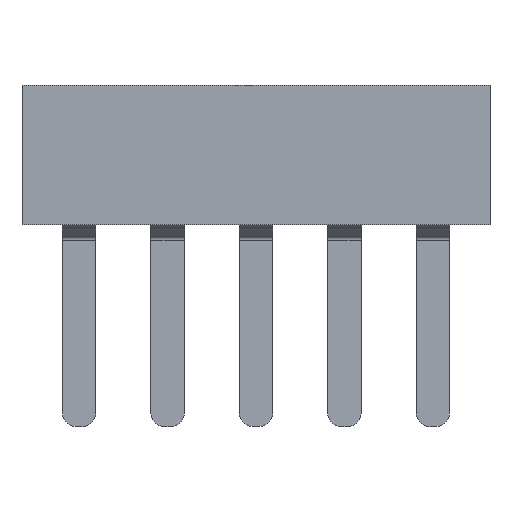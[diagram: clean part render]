
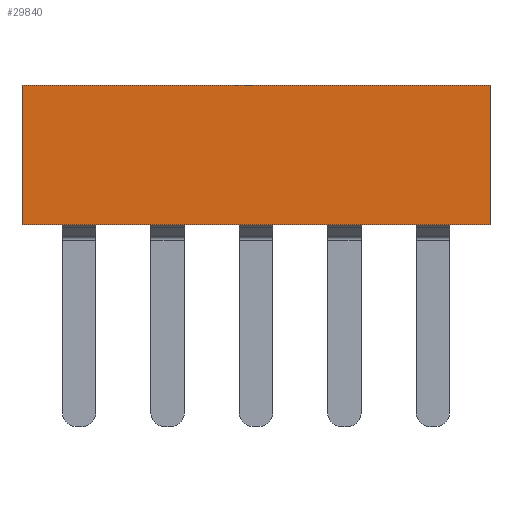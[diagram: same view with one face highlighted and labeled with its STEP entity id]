
A CAD part, left-side view. The second image highlights one B-rep face of the part: STEP entity #29840.
In plain terms, the highlighted face is planar.
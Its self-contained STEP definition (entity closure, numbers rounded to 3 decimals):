
#29577 = EDGE_CURVE('',#29578,#29580,#29582,.T.);
#29578 = VERTEX_POINT('',#29579);
#29579 = CARTESIAN_POINT('',(1.1,-0.82,0.));
#29580 = VERTEX_POINT('',#29581);
#29581 = CARTESIAN_POINT('',(1.1,-0.82,2.));
#29582 = SURFACE_CURVE('',#29583,(#29587,#29599),.PCURVE_S1.);
#29583 = LINE('',#29584,#29585);
#29584 = CARTESIAN_POINT('',(1.1,-0.82,0.));
#29585 = VECTOR('',#29586,1.);
#29586 = DIRECTION('',(0.,0.,1.));
#29587 = PCURVE('',#29588,#29593);
#29588 = PLANE('',#29589);
#29589 = AXIS2_PLACEMENT_3D('',#29590,#29591,#29592);
#29590 = CARTESIAN_POINT('',(1.1,-0.82,0.));
#29591 = DIRECTION('',(0.,-1.,0.));
#29592 = DIRECTION('',(-1.,0.,0.));
#29593 = DEFINITIONAL_REPRESENTATION('',(#29594),#29598);
#29594 = LINE('',#29595,#29596);
#29595 = CARTESIAN_POINT('',(0.,0.));
#29596 = VECTOR('',#29597,1.);
#29597 = DIRECTION('',(0.,-1.));
#29598 = ( GEOMETRIC_REPRESENTATION_CONTEXT(2) 
PARAMETRIC_REPRESENTATION_CONTEXT() REPRESENTATION_CONTEXT('2D SPACE',''
  ) );
#29599 = PCURVE('',#29600,#29605);
#29600 = PLANE('',#29601);
#29601 = AXIS2_PLACEMENT_3D('',#29602,#29603,#29604);
#29602 = CARTESIAN_POINT('',(1.1,5.9,0.));
#29603 = DIRECTION('',(1.,0.,0.));
#29604 = DIRECTION('',(0.,0.,1.));
#29605 = DEFINITIONAL_REPRESENTATION('',(#29606),#29610);
#29606 = LINE('',#29607,#29608);
#29607 = CARTESIAN_POINT('',(0.,6.72));
#29608 = VECTOR('',#29609,1.);
#29609 = DIRECTION('',(1.,0.));
#29610 = ( GEOMETRIC_REPRESENTATION_CONTEXT(2) 
PARAMETRIC_REPRESENTATION_CONTEXT() REPRESENTATION_CONTEXT('2D SPACE',''
  ) );
#29628 = PLANE('',#29629);
#29629 = AXIS2_PLACEMENT_3D('',#29630,#29631,#29632);
#29630 = CARTESIAN_POINT('',(-1.1,5.9,2.));
#29631 = DIRECTION('',(0.,0.,1.));
#29632 = DIRECTION('',(1.,0.,0.));
#29682 = PLANE('',#29683);
#29683 = AXIS2_PLACEMENT_3D('',#29684,#29685,#29686);
#29684 = CARTESIAN_POINT('',(-1.1,5.9,0.));
#29685 = DIRECTION('',(0.,0.,1.));
#29686 = DIRECTION('',(1.,0.,0.));
#29758 = PLANE('',#29759);
#29759 = AXIS2_PLACEMENT_3D('',#29760,#29761,#29762);
#29760 = CARTESIAN_POINT('',(-1.1,5.9,0.));
#29761 = DIRECTION('',(0.,1.,0.));
#29762 = DIRECTION('',(1.,0.,0.));
#29775 = VERTEX_POINT('',#29776);
#29776 = CARTESIAN_POINT('',(1.1,5.9,2.));
#29797 = EDGE_CURVE('',#29798,#29775,#29800,.T.);
#29798 = VERTEX_POINT('',#29799);
#29799 = CARTESIAN_POINT('',(1.1,5.9,0.));
#29800 = SURFACE_CURVE('',#29801,(#29805,#29812),.PCURVE_S1.);
#29801 = LINE('',#29802,#29803);
#29802 = CARTESIAN_POINT('',(1.1,5.9,0.));
#29803 = VECTOR('',#29804,1.);
#29804 = DIRECTION('',(0.,0.,1.));
#29805 = PCURVE('',#29758,#29806);
#29806 = DEFINITIONAL_REPRESENTATION('',(#29807),#29811);
#29807 = LINE('',#29808,#29809);
#29808 = CARTESIAN_POINT('',(2.2,0.));
#29809 = VECTOR('',#29810,1.);
#29810 = DIRECTION('',(0.,-1.));
#29811 = ( GEOMETRIC_REPRESENTATION_CONTEXT(2) 
PARAMETRIC_REPRESENTATION_CONTEXT() REPRESENTATION_CONTEXT('2D SPACE',''
  ) );
#29812 = PCURVE('',#29600,#29813);
#29813 = DEFINITIONAL_REPRESENTATION('',(#29814),#29818);
#29814 = LINE('',#29815,#29816);
#29815 = CARTESIAN_POINT('',(0.,0.));
#29816 = VECTOR('',#29817,1.);
#29817 = DIRECTION('',(1.,0.));
#29818 = ( GEOMETRIC_REPRESENTATION_CONTEXT(2) 
PARAMETRIC_REPRESENTATION_CONTEXT() REPRESENTATION_CONTEXT('2D SPACE',''
  ) );
#29840 = ADVANCED_FACE('',(#29841),#29600,.T.);
#29841 = FACE_BOUND('',#29842,.T.);
#29842 = EDGE_LOOP('',(#29843,#29844,#29865,#29866));
#29843 = ORIENTED_EDGE('',*,*,#29797,.T.);
#29844 = ORIENTED_EDGE('',*,*,#29845,.T.);
#29845 = EDGE_CURVE('',#29775,#29580,#29846,.T.);
#29846 = SURFACE_CURVE('',#29847,(#29851,#29858),.PCURVE_S1.);
#29847 = LINE('',#29848,#29849);
#29848 = CARTESIAN_POINT('',(1.1,5.9,2.));
#29849 = VECTOR('',#29850,1.);
#29850 = DIRECTION('',(0.,-1.,0.));
#29851 = PCURVE('',#29600,#29852);
#29852 = DEFINITIONAL_REPRESENTATION('',(#29853),#29857);
#29853 = LINE('',#29854,#29855);
#29854 = CARTESIAN_POINT('',(2.,0.));
#29855 = VECTOR('',#29856,1.);
#29856 = DIRECTION('',(0.,1.));
#29857 = ( GEOMETRIC_REPRESENTATION_CONTEXT(2) 
PARAMETRIC_REPRESENTATION_CONTEXT() REPRESENTATION_CONTEXT('2D SPACE',''
  ) );
#29858 = PCURVE('',#29628,#29859);
#29859 = DEFINITIONAL_REPRESENTATION('',(#29860),#29864);
#29860 = LINE('',#29861,#29862);
#29861 = CARTESIAN_POINT('',(2.2,0.));
#29862 = VECTOR('',#29863,1.);
#29863 = DIRECTION('',(0.,-1.));
#29864 = ( GEOMETRIC_REPRESENTATION_CONTEXT(2) 
PARAMETRIC_REPRESENTATION_CONTEXT() REPRESENTATION_CONTEXT('2D SPACE',''
  ) );
#29865 = ORIENTED_EDGE('',*,*,#29577,.F.);
#29866 = ORIENTED_EDGE('',*,*,#29867,.F.);
#29867 = EDGE_CURVE('',#29798,#29578,#29868,.T.);
#29868 = SURFACE_CURVE('',#29869,(#29873,#29880),.PCURVE_S1.);
#29869 = LINE('',#29870,#29871);
#29870 = CARTESIAN_POINT('',(1.1,0.82,0.));
#29871 = VECTOR('',#29872,1.);
#29872 = DIRECTION('',(0.,-1.,0.));
#29873 = PCURVE('',#29600,#29874);
#29874 = DEFINITIONAL_REPRESENTATION('',(#29875),#29879);
#29875 = LINE('',#29876,#29877);
#29876 = CARTESIAN_POINT('',(0.,5.08));
#29877 = VECTOR('',#29878,1.);
#29878 = DIRECTION('',(0.,1.));
#29879 = ( GEOMETRIC_REPRESENTATION_CONTEXT(2) 
PARAMETRIC_REPRESENTATION_CONTEXT() REPRESENTATION_CONTEXT('2D SPACE',''
  ) );
#29880 = PCURVE('',#29682,#29881);
#29881 = DEFINITIONAL_REPRESENTATION('',(#29882),#29886);
#29882 = LINE('',#29883,#29884);
#29883 = CARTESIAN_POINT('',(2.2,-5.08));
#29884 = VECTOR('',#29885,1.);
#29885 = DIRECTION('',(0.,-1.));
#29886 = ( GEOMETRIC_REPRESENTATION_CONTEXT(2) 
PARAMETRIC_REPRESENTATION_CONTEXT() REPRESENTATION_CONTEXT('2D SPACE',''
  ) );
